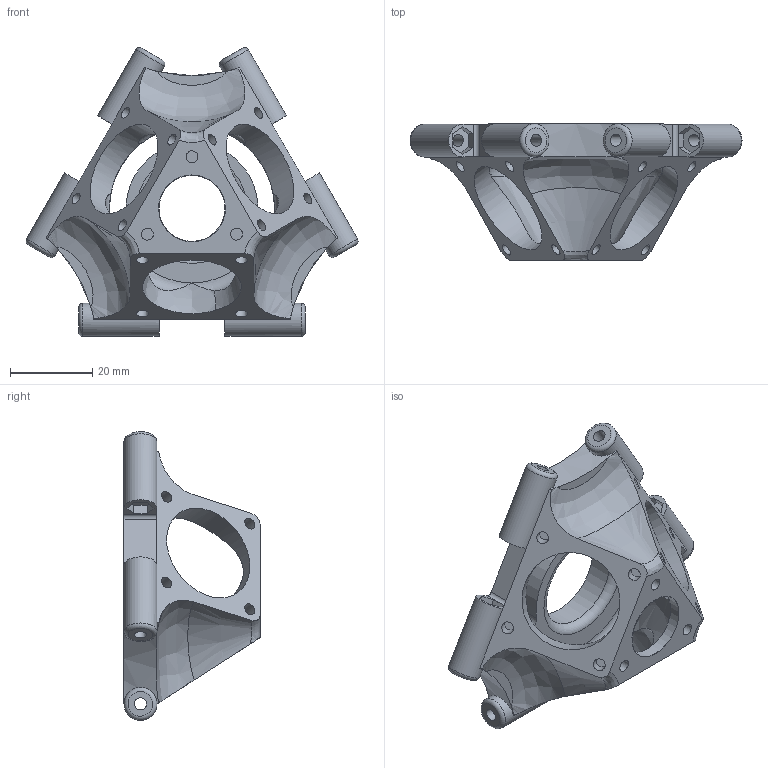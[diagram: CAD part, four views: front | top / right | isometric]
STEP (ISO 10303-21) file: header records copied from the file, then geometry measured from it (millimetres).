
FILE_DESCRIPTION(/* description */ (''),/* implementation_level */ '2;1');
FILE_NAME(/* name */ 'bigdelta_effector_body_e3dv6 v2.step',/* time_stamp */ '2019-02-03T23:01:36+10:00',/* author */ (''),/* organization */ (''),/* preprocessor_version */ 'ST-DEVELOPER v17.2',/* originating_system */ 'Autodesk Translation Framework v7.6.0.251',/* authorisation */ '');
FILE_SCHEMA (('AUTOMOTIVE_DESIGN { 1 0 10303 214 3 1 1 }'));
Length unit declared in the file: millimetre
Products named in the file (1): bigdelta_effector_body_e3dv6
Bounding box: 80.53 x 33 x 70.01 mm (x, y, z)
Volume: 30036.7 mm3; surface area: 15906.3 mm2
Topology: 1 solids, 1 shells, 165 faces, 461 edges, 321 vertices
Faces by surface type: plane 90, cylinder 53, bspline 11, torus 9, cone 2
Full cylindrical faces by diameter (mm): 2.5 x1, 2.9 x15, 2.95 x6, 3 x4, 8 x6, 16.2 x1, 22.7 x1, 24 x2
Entity records: 8895 total; most frequent: CARTESIAN_POINT 4471, ORIENTED_EDGE 922, DIRECTION 906, EDGE_CURVE 461, AXIS2_PLACEMENT_3D 349, VERTEX_POINT 321, EDGE_LOOP 212, LINE 208
